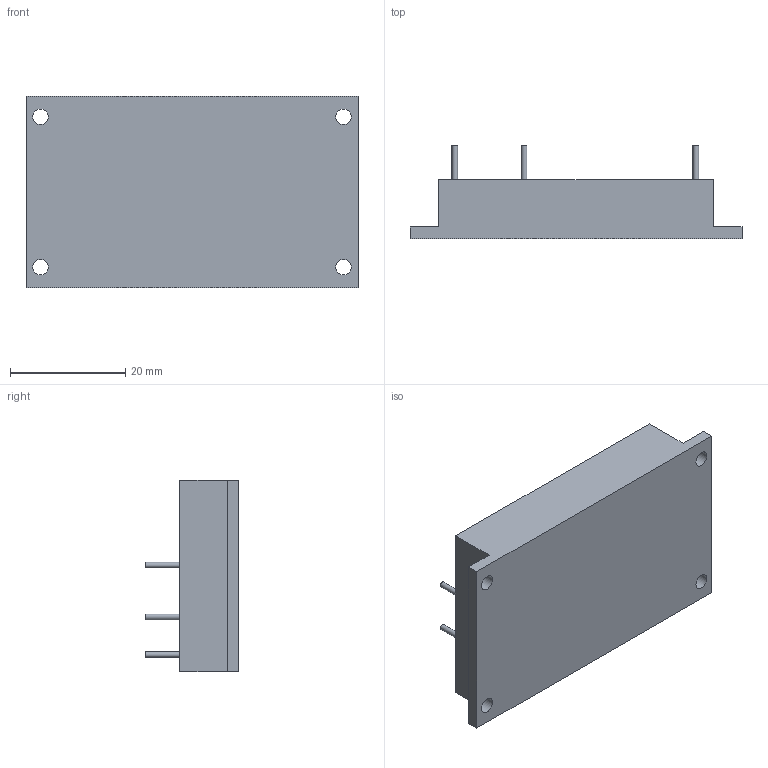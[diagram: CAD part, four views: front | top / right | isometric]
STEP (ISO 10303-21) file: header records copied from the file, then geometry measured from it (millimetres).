
FILE_DESCRIPTION(/* description */ (''),/* implementation_level */ '2;1');
FILE_NAME(/* name */ 'МРМ3-Х10ДМУ.stp',/* time_stamp */ '2019-01-23T12:45:31+03:00',/* author */ ('abaranov'),/* organization */ (''),/* preprocessor_version */ 'ST-DEVELOPER v16.1',/* originating_system */ 'Autodesk Inventor 2016',/* authorisation */ '');
FILE_SCHEMA (('AUTOMOTIVE_DESIGN { 1 0 10303 214 3 1 1 }'));
Length unit declared in the file: millimetre
Products named in the file (1): МРМ3-Х10ДМУ
Bounding box: 57.5 x 16.2 x 33.2 mm (x, y, z)
Volume: 16727.2 mm3; surface area: 5628.4 mm2
Topology: 6 solids, 6 shells, 29 faces, 51 edges, 34 vertices
Faces by surface type: plane 20, cylinder 9
Full cylindrical faces by diameter (mm): 1 x5, 2.7 x4
Entity records: 700 total; most frequent: DIRECTION 120, CARTESIAN_POINT 106, ORIENTED_EDGE 84, AXIS2_PLACEMENT_3D 48, EDGE_LOOP 46, EDGE_CURVE 42, VERTEX_POINT 34, FACE_OUTER_BOUND 29
